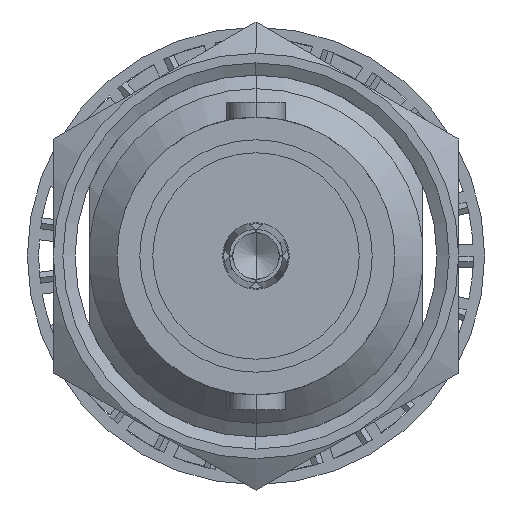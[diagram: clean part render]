
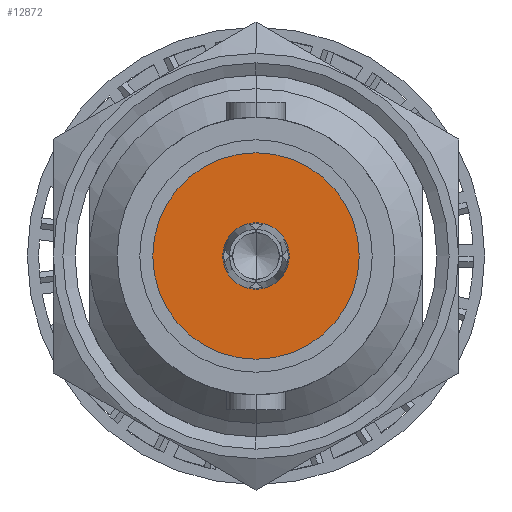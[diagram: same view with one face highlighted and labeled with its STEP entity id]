
A CAD part, left-side view. The second image highlights one B-rep face of the part: STEP entity #12872.
In plain terms, the highlighted planar face has unit normal (-1, 0, 0).
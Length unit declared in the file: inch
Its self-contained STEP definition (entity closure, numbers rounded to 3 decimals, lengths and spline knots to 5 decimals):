
#82 = DIRECTION ( 'NONE',  ( -1., 0., 0. ) ) ;
#234 = CARTESIAN_POINT ( 'NONE',  ( 0.03622, 0., 0. ) ) ;
#1475 = ORIENTED_EDGE ( 'NONE', *, *, #9798, .T. ) ;
#1482 = CARTESIAN_POINT ( 'NONE',  ( 0.03622, 0., 0. ) ) ;
#1588 = EDGE_CURVE ( 'NONE', #9554, #13341, #11757, .T. ) ;
#1759 = CARTESIAN_POINT ( 'NONE',  ( 0.03622, 0., 0.04528 ) ) ;
#2304 = ORIENTED_EDGE ( 'NONE', *, *, #7807, .T. ) ;
#2338 = CARTESIAN_POINT ( 'NONE',  ( 0.03622, 0., 0.14035 ) ) ;
#2427 = DIRECTION ( 'NONE',  ( -1., 0., 0. ) ) ;
#2465 = DIRECTION ( 'NONE',  ( 0., 0., 1. ) ) ;
#2718 = EDGE_CURVE ( 'NONE', #13341, #9554, #14044, .T. ) ;
#3647 = DIRECTION ( 'NONE',  ( 0., 0., 1. ) ) ;
#3803 = AXIS2_PLACEMENT_3D ( 'NONE', #10644, #2427, #3647 ) ;
#4062 = CIRCLE ( 'NONE', #10862, 0.14035 ) ;
#4432 = VERTEX_POINT ( 'NONE', #9117 ) ;
#4803 = DIRECTION ( 'NONE',  ( 0., 0., -1. ) ) ;
#5427 = AXIS2_PLACEMENT_3D ( 'NONE', #234, #82, #2465 ) ;
#5558 = AXIS2_PLACEMENT_3D ( 'NONE', #2338, #13143, #4803 ) ;
#5921 = CIRCLE ( 'NONE', #3803, 0.14035 ) ;
#6035 = DIRECTION ( 'NONE',  ( 0., 0., 1. ) ) ;
#6247 = ORIENTED_EDGE ( 'NONE', *, *, #1588, .F. ) ;
#6281 = EDGE_LOOP ( 'NONE', ( #1475, #2304 ) ) ;
#7807 = EDGE_CURVE ( 'NONE', #9595, #4432, #4062, .T. ) ;
#8140 = DIRECTION ( 'NONE',  ( -1., 0., 0. ) ) ;
#9117 = CARTESIAN_POINT ( 'NONE',  ( 0.03622, 0., 0.14035 ) ) ;
#9128 = CARTESIAN_POINT ( 'NONE',  ( 0.03622, 0., -0.14035 ) ) ;
#9292 = ORIENTED_EDGE ( 'NONE', *, *, #2718, .F. ) ;
#9554 = VERTEX_POINT ( 'NONE', #12733 ) ;
#9595 = VERTEX_POINT ( 'NONE', #9128 ) ;
#9623 = AXIS2_PLACEMENT_3D ( 'NONE', #1482, #12069, #6035 ) ;
#9798 = EDGE_CURVE ( 'NONE', #4432, #9595, #5921, .T. ) ;
#10442 = CARTESIAN_POINT ( 'NONE',  ( 0.03622, 0., 0. ) ) ;
#10494 = DIRECTION ( 'NONE',  ( 0., 0., 1. ) ) ;
#10644 = CARTESIAN_POINT ( 'NONE',  ( 0.03622, 0., 0. ) ) ;
#10707 = FACE_OUTER_BOUND ( 'NONE', #6281, .T. ) ;
#10862 = AXIS2_PLACEMENT_3D ( 'NONE', #10442, #8140, #10494 ) ;
#11757 = CIRCLE ( 'NONE', #9623, 0.04528 ) ;
#11927 = PLANE ( 'NONE',  #5558 ) ;
#12069 = DIRECTION ( 'NONE',  ( -1., 0., 0. ) ) ;
#12733 = CARTESIAN_POINT ( 'NONE',  ( 0.03622, 0., -0.04528 ) ) ;
#12800 = FACE_BOUND ( 'NONE', #12854, .T. ) ;
#12854 = EDGE_LOOP ( 'NONE', ( #9292, #6247 ) ) ;
#12872 = ADVANCED_FACE ( 'NONE', ( #12800, #10707 ), #11927, .F. ) ;
#13143 = DIRECTION ( 'NONE',  ( 1., 0., 0. ) ) ;
#13341 = VERTEX_POINT ( 'NONE', #1759 ) ;
#14044 = CIRCLE ( 'NONE', #5427, 0.04528 ) ;
